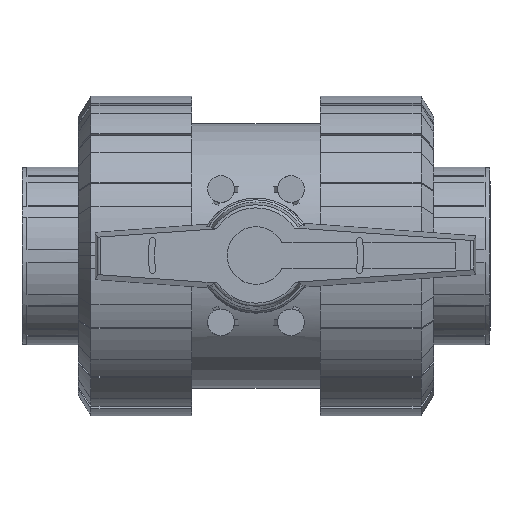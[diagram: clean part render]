
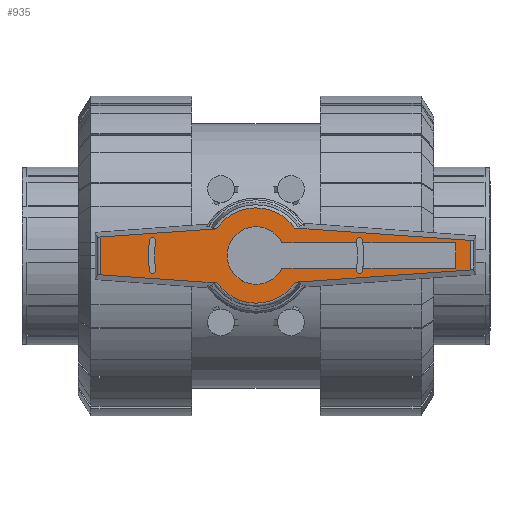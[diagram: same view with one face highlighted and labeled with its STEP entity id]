
A CAD part, top view. The second image highlights one B-rep face of the part: STEP entity #935.
In plain terms, the highlighted planar face has unit normal (0, 0, 1).
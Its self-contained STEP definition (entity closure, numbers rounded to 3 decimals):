
#935=ADVANCED_FACE('',(#2215,#2216,#2217),#2218,.T.);
#2215=FACE_BOUND('',#3916,.T.);
#2216=FACE_BOUND('',#3917,.T.);
#2217=FACE_OUTER_BOUND('',#3918,.T.);
#2218=PLANE('',#3919);
#3916=EDGE_LOOP('',(#6316,#6317,#6318,#6319,#6320,#6321,#6322,#6323,#6324,#6325,#6326,#6327,#6328));
#3917=EDGE_LOOP('',(#6329,#6330,#6331,#6332));
#3918=EDGE_LOOP('',(#6333,#6334,#6335,#6336,#6337,#6338,#6339,#6340));
#3919=AXIS2_PLACEMENT_3D('',#6341,#6342,#6343);
#6316=ORIENTED_EDGE('',*,*,#10786,.T.);
#6317=ORIENTED_EDGE('',*,*,#10859,.T.);
#6318=ORIENTED_EDGE('',*,*,#10956,.T.);
#6319=ORIENTED_EDGE('',*,*,#10958,.T.);
#6320=ORIENTED_EDGE('',*,*,#10725,.T.);
#6321=ORIENTED_EDGE('',*,*,#10790,.T.);
#6322=ORIENTED_EDGE('',*,*,#10694,.T.);
#6323=ORIENTED_EDGE('',*,*,#10960,.T.);
#6324=ORIENTED_EDGE('',*,*,#10951,.T.);
#6325=ORIENTED_EDGE('',*,*,#10855,.T.);
#6326=ORIENTED_EDGE('',*,*,#10703,.T.);
#6327=ORIENTED_EDGE('',*,*,#10685,.T.);
#6328=ORIENTED_EDGE('',*,*,#10780,.T.);
#6329=ORIENTED_EDGE('',*,*,#10965,.T.);
#6330=ORIENTED_EDGE('',*,*,#10970,.T.);
#6331=ORIENTED_EDGE('',*,*,#10974,.T.);
#6332=ORIENTED_EDGE('',*,*,#10977,.T.);
#6333=ORIENTED_EDGE('',*,*,#11050,.T.);
#6334=ORIENTED_EDGE('',*,*,#10993,.T.);
#6335=ORIENTED_EDGE('',*,*,#11024,.T.);
#6336=ORIENTED_EDGE('',*,*,#10920,.T.);
#6337=ORIENTED_EDGE('',*,*,#11077,.T.);
#6338=ORIENTED_EDGE('',*,*,#11010,.T.);
#6339=ORIENTED_EDGE('',*,*,#11017,.F.);
#6340=ORIENTED_EDGE('',*,*,#10943,.T.);
#6341=CARTESIAN_POINT('',(14.307,0.0,259.5));
#6342=DIRECTION('',(0.0,0.0,1.0));
#6343=DIRECTION('',(1.0,0.0,0.0));
#10685=EDGE_CURVE('',#12850,#12847,#12851,.T.);
#10694=EDGE_CURVE('',#12865,#12866,#12867,.T.);
#10703=EDGE_CURVE('',#12880,#12850,#12881,.T.);
#10725=EDGE_CURVE('',#12915,#12916,#12917,.T.);
#10780=EDGE_CURVE('',#12847,#13004,#13006,.T.);
#10786=EDGE_CURVE('',#13004,#13014,#13015,.T.);
#10790=EDGE_CURVE('',#12916,#12865,#13020,.T.);
#10855=EDGE_CURVE('',#13097,#12880,#13098,.T.);
#10859=EDGE_CURVE('',#13014,#13103,#13105,.T.);
#10920=EDGE_CURVE('',#13208,#13206,#13209,.T.);
#10943=EDGE_CURVE('',#13248,#13246,#13249,.T.);
#10951=EDGE_CURVE('',#13262,#13097,#13263,.T.);
#10956=EDGE_CURVE('',#13103,#13268,#13270,.T.);
#10958=EDGE_CURVE('',#13268,#12915,#13272,.T.);
#10960=EDGE_CURVE('',#12866,#13262,#13274,.T.);
#10965=EDGE_CURVE('',#13282,#13280,#13283,.T.);
#10970=EDGE_CURVE('',#13280,#13288,#13290,.T.);
#10974=EDGE_CURVE('',#13288,#13294,#13296,.T.);
#10977=EDGE_CURVE('',#13294,#13282,#13299,.T.);
#10993=EDGE_CURVE('',#13322,#13320,#13323,.T.);
#11010=EDGE_CURVE('',#13348,#13346,#13349,.T.);
#11017=EDGE_CURVE('',#13248,#13346,#13359,.T.);
#11024=EDGE_CURVE('',#13320,#13208,#13366,.T.);
#11050=EDGE_CURVE('',#13246,#13322,#13398,.T.);
#11077=EDGE_CURVE('',#13206,#13348,#13425,.T.);
#12847=VERTEX_POINT('',#16049);
#12850=VERTEX_POINT('',#16053);
#12851=CIRCLE('',#16054,17.286);
#12865=VERTEX_POINT('',#16072);
#12866=VERTEX_POINT('',#16073);
#12867=LINE('',#16074,#16075);
#12880=VERTEX_POINT('',#16102);
#12881=LINE('',#16103,#16104);
#12915=VERTEX_POINT('',#16160);
#12916=VERTEX_POINT('',#16161);
#12917=LINE('',#16162,#16163);
#13004=VERTEX_POINT('',#16281);
#13006=CIRCLE('',#16284,17.286);
#13014=VERTEX_POINT('',#16293);
#13015=LINE('',#16294,#16295);
#13020=LINE('',#16302,#16303);
#13097=VERTEX_POINT('',#16408);
#13098=CIRCLE('',#16409,62.55);
#13103=VERTEX_POINT('',#16415);
#13105=CIRCLE('',#16418,62.55);
#13206=VERTEX_POINT('',#16723);
#13208=VERTEX_POINT('',#16752);
#13209=LINE('',#16753,#16754);
#13246=VERTEX_POINT('',#16891);
#13248=VERTEX_POINT('',#16920);
#13249=LINE('',#16921,#16922);
#13262=VERTEX_POINT('',#16938);
#13263=CIRCLE('',#16939,1.85);
#13268=VERTEX_POINT('',#16945);
#13270=CIRCLE('',#16948,1.85);
#13272=CIRCLE('',#16950,66.25);
#13274=CIRCLE('',#16952,66.25);
#13280=VERTEX_POINT('',#16958);
#13282=VERTEX_POINT('',#16961);
#13283=CIRCLE('',#16962,1.85);
#13288=VERTEX_POINT('',#16968);
#13290=CIRCLE('',#16971,62.55);
#13294=VERTEX_POINT('',#16975);
#13296=CIRCLE('',#16978,1.85);
#13299=CIRCLE('',#16981,66.25);
#13320=VERTEX_POINT('',#17007);
#13322=VERTEX_POINT('',#17009);
#13323=LINE('',#17010,#17011);
#13346=VERTEX_POINT('',#17100);
#13348=VERTEX_POINT('',#17102);
#13349=LINE('',#17103,#17104);
#13359=LINE('',#17176,#17177);
#13366=LINE('',#17186,#17187);
#13398=CIRCLE('',#17289,28.613);
#13425=CIRCLE('',#17316,28.613);
#16049=CARTESIAN_POINT('',(-17.286,0.,259.5));
#16053=CARTESIAN_POINT('',(15.544,-7.563,259.5));
#16054=AXIS2_PLACEMENT_3D('',#22151,#22152,#22153);
#16072=CARTESIAN_POINT('',(120.0,-7.563,259.5));
#16073=CARTESIAN_POINT('',(64.192,-7.563,259.5));
#16074=CARTESIAN_POINT('',(37.153,-7.563,259.5));
#16075=VECTOR('',#22164,1.0);
#16102=CARTESIAN_POINT('',(60.466,-7.563,259.5));
#16103=CARTESIAN_POINT('',(37.153,-7.563,259.5));
#16104=VECTOR('',#22170,1.0);
#16160=CARTESIAN_POINT('',(64.192,7.563,259.5));
#16161=CARTESIAN_POINT('',(120.0,7.563,259.5));
#16162=CARTESIAN_POINT('',(37.153,7.563,259.5));
#16163=VECTOR('',#22190,1.0);
#16281=CARTESIAN_POINT('',(15.544,7.563,259.5));
#16284=AXIS2_PLACEMENT_3D('',#22271,#22272,#22273);
#16293=CARTESIAN_POINT('',(60.466,7.563,259.5));
#16294=CARTESIAN_POINT('',(37.153,7.563,259.5));
#16295=VECTOR('',#22281,1.0);
#16302=CARTESIAN_POINT('',(120.0,0.0,259.5));
#16303=VECTOR('',#22284,1.0);
#16408=CARTESIAN_POINT('',(60.325,-8.644,259.5));
#16409=AXIS2_PLACEMENT_3D('',#22340,#22341,#22342);
#16415=CARTESIAN_POINT('',(60.325,8.644,259.5));
#16418=AXIS2_PLACEMENT_3D('',#22348,#22349,#22350);
#16723=CARTESIAN_POINT('',(-23.384,-16.49,259.5));
#16752=CARTESIAN_POINT('',(-93.412,-11.593,259.5));
#16753=CARTESIAN_POINT('',(-4.905,-17.782,259.5));
#16754=VECTOR('',#22403,1.0);
#16891=CARTESIAN_POINT('',(23.384,16.49,259.5));
#16920=CARTESIAN_POINT('',(128.912,9.111,259.5));
#16921=CARTESIAN_POINT('',(67.447,13.409,259.5));
#16922=VECTOR('',#22420,1.0);
#16938=CARTESIAN_POINT('',(63.989,-9.156,259.5));
#16939=AXIS2_PLACEMENT_3D('',#22433,#22434,#22435);
#16945=CARTESIAN_POINT('',(63.989,9.156,259.5));
#16948=AXIS2_PLACEMENT_3D('',#22441,#22442,#22443);
#16950=AXIS2_PLACEMENT_3D('',#22444,#22445,#22446);
#16952=AXIS2_PLACEMENT_3D('',#22450,#22451,#22452);
#16958=CARTESIAN_POINT('',(-60.325,8.644,259.5));
#16961=CARTESIAN_POINT('',(-63.989,9.156,259.5));
#16962=AXIS2_PLACEMENT_3D('',#22457,#22458,#22459);
#16968=CARTESIAN_POINT('',(-60.325,-8.644,259.5));
#16971=AXIS2_PLACEMENT_3D('',#22465,#22466,#22467);
#16975=CARTESIAN_POINT('',(-63.989,-9.156,259.5));
#16978=AXIS2_PLACEMENT_3D('',#22472,#22473,#22474);
#16981=AXIS2_PLACEMENT_3D('',#22478,#22479,#22480);
#17007=CARTESIAN_POINT('',(-93.412,11.14,259.5));
#17009=CARTESIAN_POINT('',(-23.712,16.014,259.5));
#17010=CARTESIAN_POINT('',(-3.273,17.443,259.5));
#17011=VECTOR('',#22501,1.0);
#17100=CARTESIAN_POINT('',(128.912,-8.658,259.5));
#17102=CARTESIAN_POINT('',(23.712,-16.014,259.5));
#17103=CARTESIAN_POINT('',(69.016,-12.846,259.5));
#17104=VECTOR('',#22516,1.0);
#17176=CARTESIAN_POINT('',(128.912,23.0,259.5));
#17177=VECTOR('',#22518,1.0);
#17186=CARTESIAN_POINT('',(-93.412,23.0,259.5));
#17187=VECTOR('',#22521,1.0);
#17289=AXIS2_PLACEMENT_3D('',#22554,#22555,#22556);
#17316=AXIS2_PLACEMENT_3D('',#22587,#22588,#22589);
#22151=CARTESIAN_POINT('',(0.0,0.0,259.5));
#22152=DIRECTION('',(0.0,0.0,-1.0));
#22153=DIRECTION('',(1.0,0.0,0.0));
#22164=DIRECTION('',(-1.0,0.0,0.0));
#22170=DIRECTION('',(-1.0,0.0,0.0));
#22190=DIRECTION('',(1.0,0.0,-0.0));
#22271=CARTESIAN_POINT('',(0.0,0.0,259.5));
#22272=DIRECTION('',(0.0,0.0,-1.0));
#22273=DIRECTION('',(1.0,0.0,0.0));
#22281=DIRECTION('',(1.0,0.0,-0.0));
#22284=DIRECTION('',(0.0,-1.0,0.0));
#22340=CARTESIAN_POINT('',(-1.625,0.,259.5));
#22341=DIRECTION('',(0.0,0.0,1.0));
#22342=DIRECTION('',(0.99,-0.138,0.0));
#22348=CARTESIAN_POINT('',(-1.625,0.,259.5));
#22349=DIRECTION('',(0.0,0.0,1.0));
#22350=DIRECTION('',(0.99,-0.138,0.0));
#22403=DIRECTION('',(0.998,-0.07,0.0));
#22420=DIRECTION('',(-0.998,0.07,0.0));
#22433=CARTESIAN_POINT('',(62.157,-8.9,259.5));
#22434=DIRECTION('',(-0.0,0.0,-1.0));
#22435=DIRECTION('',(-0.99,0.138,0.0));
#22441=CARTESIAN_POINT('',(62.157,8.9,259.5));
#22442=DIRECTION('',(0.0,0.0,-1.0));
#22443=DIRECTION('',(0.99,0.138,0.0));
#22444=CARTESIAN_POINT('',(-1.625,0.,259.5));
#22445=DIRECTION('',(0.0,-0.0,-1.0));
#22446=DIRECTION('',(0.99,-0.138,0.0));
#22450=CARTESIAN_POINT('',(-1.625,0.,259.5));
#22451=DIRECTION('',(0.0,-0.0,-1.0));
#22452=DIRECTION('',(0.99,-0.138,0.0));
#22457=CARTESIAN_POINT('',(-62.157,8.9,259.5));
#22458=DIRECTION('',(0.0,-0.0,-1.0));
#22459=DIRECTION('',(0.99,-0.138,0.0));
#22465=CARTESIAN_POINT('',(1.625,0.,259.5));
#22466=DIRECTION('',(0.0,0.0,1.0));
#22467=DIRECTION('',(-0.99,0.138,0.0));
#22472=CARTESIAN_POINT('',(-62.157,-8.9,259.5));
#22473=DIRECTION('',(-0.0,0.0,-1.0));
#22474=DIRECTION('',(-0.99,-0.138,0.0));
#22478=CARTESIAN_POINT('',(1.625,0.,259.5));
#22479=DIRECTION('',(-0.0,0.0,-1.0));
#22480=DIRECTION('',(-0.99,0.138,0.0));
#22501=DIRECTION('',(-0.998,-0.07,0.0));
#22516=DIRECTION('',(0.998,0.07,-0.0));
#22518=DIRECTION('',(0.0,-1.0,0.0));
#22521=DIRECTION('',(0.0,-1.0,0.0));
#22554=CARTESIAN_POINT('',(0.0,0.0,259.5));
#22555=DIRECTION('',(0.0,0.0,1.0));
#22556=DIRECTION('',(1.0,0.0,0.0));
#22587=CARTESIAN_POINT('',(0.0,0.0,259.5));
#22588=DIRECTION('',(0.0,0.0,1.0));
#22589=DIRECTION('',(1.0,0.0,0.0));
